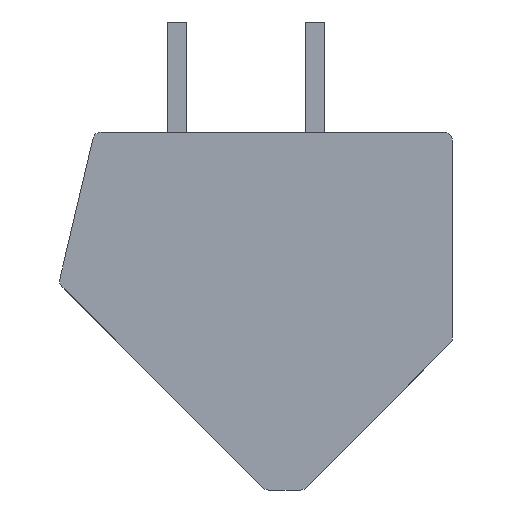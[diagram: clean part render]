
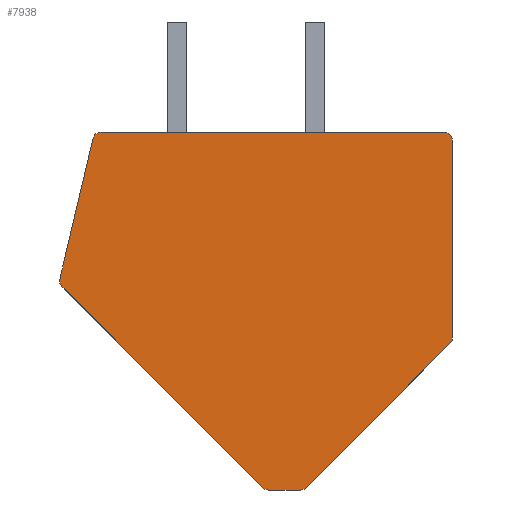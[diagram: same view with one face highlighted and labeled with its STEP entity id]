
A CAD part, front view. The second image highlights one B-rep face of the part: STEP entity #7938.
In plain terms, the highlighted planar face has unit normal (0, -1, 0).
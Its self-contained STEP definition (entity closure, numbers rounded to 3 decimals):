
#1463=CARTESIAN_POINT('',(1.626,-3.54,-6.2));
#1464=DIRECTION('',(0.,-1.,0.));
#1465=DIRECTION('',(0.,0.,-1.));
#1466=AXIS2_PLACEMENT_3D('',#1463,#1464,#1465);
#1468=DIRECTION('',(1.,0.,0.));
#1469=VECTOR('',#1468,1.151);
#1470=CARTESIAN_POINT('',(0.474,-3.54,-6.5));
#1471=LINE('',#1470,#1469);
#1472=CARTESIAN_POINT('',(0.474,-3.54,-6.2));
#1473=DIRECTION('',(0.,-1.,0.));
#1474=DIRECTION('',(-0.707,0.,-0.707));
#1475=AXIS2_PLACEMENT_3D('',#1472,#1473,#1474);
#1477=DIRECTION('',(0.707,0.,-0.707));
#1478=VECTOR('',#1477,10.315);
#1479=CARTESIAN_POINT('',(-7.032,-3.54,0.882));
#1480=LINE('',#1479,#1478);
#1481=CARTESIAN_POINT('',(-6.82,-3.54,1.094));
#1482=DIRECTION('',(0.,-1.,0.));
#1483=DIRECTION('',(-0.973,0.,0.23));
#1484=AXIS2_PLACEMENT_3D('',#1481,#1482,#1483);
#1486=DIRECTION('',(-0.23,0.,-0.973));
#1487=VECTOR('',#1486,5.247);
#1488=CARTESIAN_POINT('',(-5.905,-3.54,6.269));
#1489=LINE('',#1488,#1487);
#1490=CARTESIAN_POINT('',(-5.613,-3.54,6.2));
#1491=DIRECTION('',(0.,-1.,0.));
#1492=DIRECTION('',(0.,0.,1.));
#1493=AXIS2_PLACEMENT_3D('',#1490,#1491,#1492);
#1495=DIRECTION('',(-1.,0.,0.));
#1496=VECTOR('',#1495,12.463);
#1497=CARTESIAN_POINT('',(6.85,-3.54,6.5));
#1498=LINE('',#1497,#1496);
#1499=CARTESIAN_POINT('',(6.85,-3.54,6.2));
#1500=DIRECTION('',(0.,-1.,0.));
#1501=DIRECTION('',(1.,0.,0.));
#1502=AXIS2_PLACEMENT_3D('',#1499,#1500,#1501);
#1504=DIRECTION('',(0.,0.,1.));
#1505=VECTOR('',#1504,7.176);
#1506=CARTESIAN_POINT('',(7.15,-3.54,-0.976));
#1507=LINE('',#1506,#1505);
#1508=CARTESIAN_POINT('',(6.85,-3.54,-0.976));
#1509=DIRECTION('',(0.,-1.,0.));
#1510=DIRECTION('',(0.707,0.,-0.707));
#1511=AXIS2_PLACEMENT_3D('',#1508,#1509,#1510);
#1513=DIRECTION('',(0.707,0.,0.707));
#1514=VECTOR('',#1513,7.388);
#1515=CARTESIAN_POINT('',(1.838,-3.54,-6.412));
#1516=LINE('',#1515,#1514);
#5213=CARTESIAN_POINT('',(1.626,-3.54,-6.5));
#5214=CARTESIAN_POINT('',(1.838,-3.54,-6.412));
#5215=VERTEX_POINT('',#5213);
#5216=VERTEX_POINT('',#5214);
#5217=CARTESIAN_POINT('',(7.062,-3.54,-1.188));
#5218=VERTEX_POINT('',#5217);
#5219=CARTESIAN_POINT('',(7.15,-3.54,-0.976));
#5220=VERTEX_POINT('',#5219);
#5221=CARTESIAN_POINT('',(7.15,-3.54,6.2));
#5222=VERTEX_POINT('',#5221);
#5223=CARTESIAN_POINT('',(6.85,-3.54,6.5));
#5224=VERTEX_POINT('',#5223);
#5225=CARTESIAN_POINT('',(-5.613,-3.54,6.5));
#5226=VERTEX_POINT('',#5225);
#5227=CARTESIAN_POINT('',(-5.905,-3.54,6.269));
#5228=VERTEX_POINT('',#5227);
#5229=CARTESIAN_POINT('',(-7.112,-3.54,1.163));
#5230=VERTEX_POINT('',#5229);
#5231=CARTESIAN_POINT('',(-7.032,-3.54,0.882));
#5232=VERTEX_POINT('',#5231);
#5233=CARTESIAN_POINT('',(0.262,-3.54,-6.412));
#5234=VERTEX_POINT('',#5233);
#5235=CARTESIAN_POINT('',(0.474,-3.54,-6.5));
#5236=VERTEX_POINT('',#5235);
#7919=CARTESIAN_POINT('',(0.,-3.54,0.));
#7920=DIRECTION('',(0.,-1.,0.));
#7921=DIRECTION('',(-1.,0.,0.));
#7922=AXIS2_PLACEMENT_3D('',#7919,#7920,#7921);
#7923=PLANE('',#7922);
#7924=ORIENTED_EDGE('',*,*,#6908,.F.);
#7925=ORIENTED_EDGE('',*,*,#6923,.F.);
#7926=ORIENTED_EDGE('',*,*,#6937,.F.);
#7927=ORIENTED_EDGE('',*,*,#6951,.F.);
#7928=ORIENTED_EDGE('',*,*,#7305,.F.);
#7929=ORIENTED_EDGE('',*,*,#7319,.F.);
#7930=ORIENTED_EDGE('',*,*,#7333,.F.);
#7931=ORIENTED_EDGE('',*,*,#7347,.F.);
#7932=ORIENTED_EDGE('',*,*,#7701,.F.);
#7933=ORIENTED_EDGE('',*,*,#7715,.F.);
#7934=ORIENTED_EDGE('',*,*,#7729,.F.);
#7935=ORIENTED_EDGE('',*,*,#7742,.F.);
#7936=EDGE_LOOP('',(#7924,#7925,#7926,#7927,#7928,#7929,#7930,#7931,#7932,#7933,
#7934,#7935));
#7937=FACE_OUTER_BOUND('',#7936,.F.);
#7938=ADVANCED_FACE('',(#7937),#7923,.T.);
#1467=CIRCLE('',#1466,0.3);
#1476=CIRCLE('',#1475,0.3);
#1485=CIRCLE('',#1484,0.3);
#1494=CIRCLE('',#1493,0.3);
#1503=CIRCLE('',#1502,0.3);
#1512=CIRCLE('',#1511,0.3);
#6908=EDGE_CURVE('',#5215,#5216,#1467,.T.);
#6923=EDGE_CURVE('',#5236,#5215,#1471,.T.);
#6937=EDGE_CURVE('',#5234,#5236,#1476,.T.);
#6951=EDGE_CURVE('',#5232,#5234,#1480,.T.);
#7305=EDGE_CURVE('',#5230,#5232,#1485,.T.);
#7319=EDGE_CURVE('',#5228,#5230,#1489,.T.);
#7333=EDGE_CURVE('',#5226,#5228,#1494,.T.);
#7347=EDGE_CURVE('',#5224,#5226,#1498,.T.);
#7701=EDGE_CURVE('',#5222,#5224,#1503,.T.);
#7715=EDGE_CURVE('',#5220,#5222,#1507,.T.);
#7729=EDGE_CURVE('',#5218,#5220,#1512,.T.);
#7742=EDGE_CURVE('',#5216,#5218,#1516,.T.);
